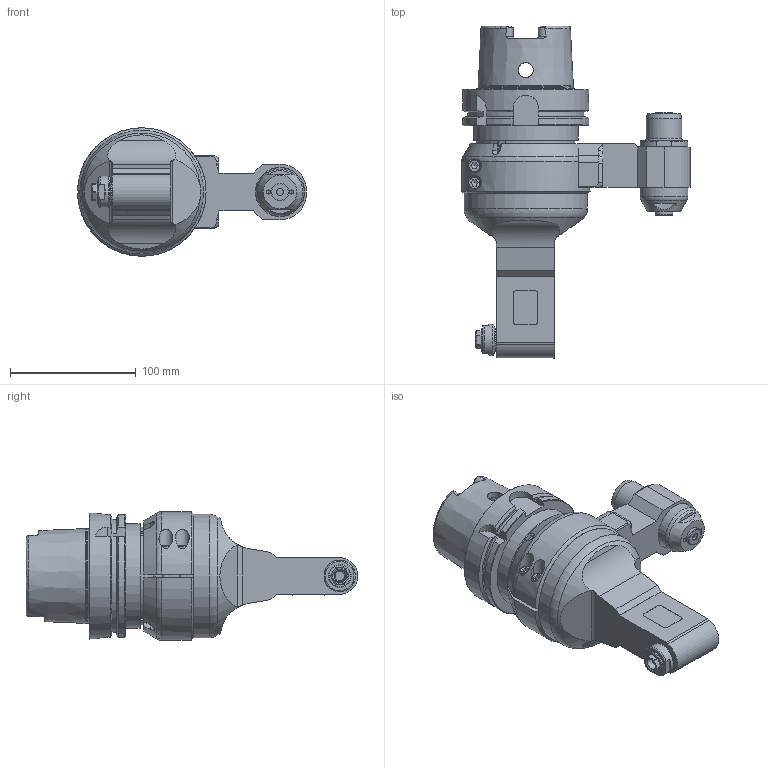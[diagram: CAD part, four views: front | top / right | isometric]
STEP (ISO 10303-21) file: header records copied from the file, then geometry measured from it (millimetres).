
FILE_DESCRIPTION(/* description */ (''),/* implementation_level */ '2;1');
FILE_NAME(/* name */ '9.F90.07000-25H100.stp',/* time_stamp */ '2024-02-09T10:07:57-05:00',/* author */ ('jkrenzer'),/* organization */ (''),/* preprocessor_version */ 'ST-DEVELOPER v18.1',/* originating_system */ 'Autodesk Inventor 2022',/* authorisation */ '');
FILE_SCHEMA (('AUTOMOTIVE_DESIGN { 1 0 10303 214 3 1 1 }'));
Products named in the file (3): 9.F90.07000-25H100; 9_GA1_511_2   (Type 1, HSK100, 110mm, 28P); 9_F90_07000
Assembly tree (2 placements, depth 2):
  9.F90.07000-25H100
    9_GA1_511_2   (Type 1, HSK100, 110mm, 28P)
    9_F90_07000
Bounding box: 181.73 x 263.44 x 101.99 mm (x, y, z)
Volume: 1100881.6 mm3; surface area: 179016.9 mm2
Topology: 5 solids, 5 shells, 565 faces, 1455 edges, 938 vertices
Faces by surface type: plane 267, cylinder 158, cone 102, torus 28, bspline 6, sphere 4
Full cylindrical faces by diameter (mm): 2.5 x3, 3.2 x2, 4.2 x2, 5 x5, 5.3 x2, 6 x4, 6.5 x1, 7.5 x1, 8 x3, 8.5 x21, 9 x1, 10 x6, 10.4 x2, 10.8 x1, 11 x1, 11.6 x1, 12 x2, 14 x1, 15 x2, 15.5 x1, 18 x3, 18.6 x1, 24.5 x1, 25 x1, 28 x1, 30.6 x1, 38 x1, 39 x1, 53 x2, 63 x1
Entity records: 32161 total; most frequent: CARTESIAN_POINT 18575, ORIENTED_EDGE 2832, DIRECTION 2789, EDGE_CURVE 1416, AXIS2_PLACEMENT_3D 1039, VERTEX_POINT 938, LINE 711, VECTOR 711
